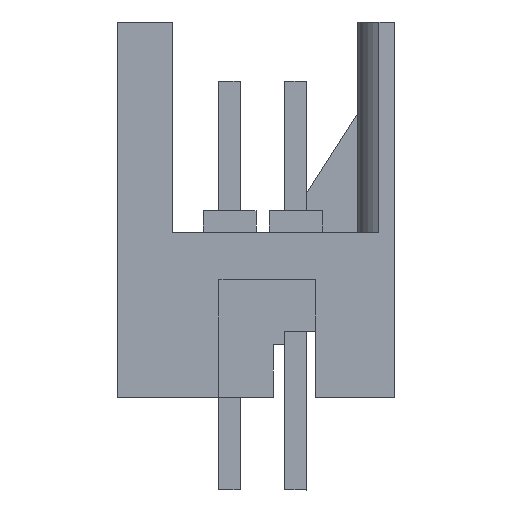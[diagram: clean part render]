
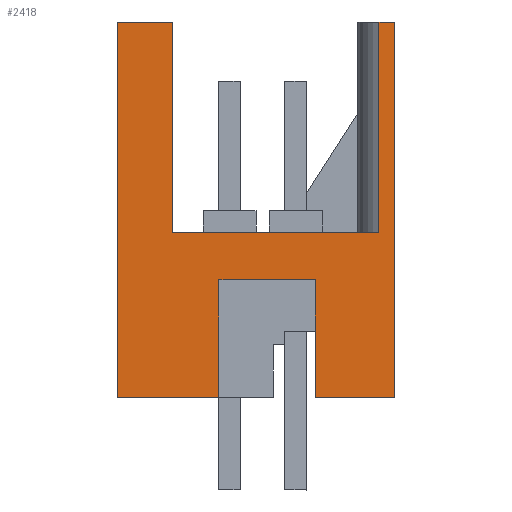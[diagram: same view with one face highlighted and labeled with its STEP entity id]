
A CAD part, left-side view. The second image highlights one B-rep face of the part: STEP entity #2418.
In plain terms, the highlighted planar face has unit normal (-1, 0, 0).
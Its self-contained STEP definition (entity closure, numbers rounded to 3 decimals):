
#2348=AXIS2_PLACEMENT_3D('Plane Axis2P3D',#2345,#2346,#2347) ;
#576=CARTESIAN_POINT('Vertex',(0.,6.65,3.5)) ;
#579=CARTESIAN_POINT('Line Origine',(0.,8.575,3.5)) ;
#583=CARTESIAN_POINT('Vertex',(0.,10.5,3.5)) ;
#1277=CARTESIAN_POINT('Vertex',(0.,3.,3.5)) ;
#1280=CARTESIAN_POINT('Line Origine',(0.,3.,5.725)) ;
#1284=CARTESIAN_POINT('Vertex',(0.,3.,7.95)) ;
#1301=CARTESIAN_POINT('Line Origine',(0.,4.825,7.95)) ;
#1305=CARTESIAN_POINT('Vertex',(0.,6.65,7.95)) ;
#1321=CARTESIAN_POINT('Line Origine',(0.,6.65,5.725)) ;
#2345=CARTESIAN_POINT('Axis2P3D Location',(0.,10.5,0.)) ;
#2350=CARTESIAN_POINT('Line Origine',(0.,1.5,3.5)) ;
#2354=CARTESIAN_POINT('Vertex',(0.,0.,3.5)) ;
#2357=CARTESIAN_POINT('Line Origine',(0.,0.,10.6)) ;
#2361=CARTESIAN_POINT('Vertex',(0.,0.,17.7)) ;
#2364=CARTESIAN_POINT('Line Origine',(0.,0.3,17.7)) ;
#2368=CARTESIAN_POINT('Vertex',(0.,0.6,17.7)) ;
#2371=CARTESIAN_POINT('Line Origine',(0.,0.6,13.725)) ;
#2375=CARTESIAN_POINT('Vertex',(0.,0.6,9.75)) ;
#2378=CARTESIAN_POINT('Line Origine',(0.,4.5,9.75)) ;
#2382=CARTESIAN_POINT('Vertex',(0.,8.4,9.75)) ;
#2385=CARTESIAN_POINT('Line Origine',(0.,8.4,13.725)) ;
#2389=CARTESIAN_POINT('Vertex',(0.,8.4,17.7)) ;
#2392=CARTESIAN_POINT('Line Origine',(0.,9.45,17.7)) ;
#2396=CARTESIAN_POINT('Vertex',(0.,10.5,17.7)) ;
#2399=CARTESIAN_POINT('Line Origine',(0.,10.5,10.6)) ;
#580=DIRECTION('Vector Direction',(0.,1.,0.)) ;
#1281=DIRECTION('Vector Direction',(0.,0.,1.)) ;
#1302=DIRECTION('Vector Direction',(0.,-1.,0.)) ;
#1322=DIRECTION('Vector Direction',(0.,0.,1.)) ;
#2346=DIRECTION('Axis2P3D Direction',(-1.,0.,0.)) ;
#2347=DIRECTION('Axis2P3D XDirection',(0.,-1.,0.)) ;
#2351=DIRECTION('Vector Direction',(0.,1.,0.)) ;
#2358=DIRECTION('Vector Direction',(0.,0.,-1.)) ;
#2365=DIRECTION('Vector Direction',(0.,1.,0.)) ;
#2372=DIRECTION('Vector Direction',(0.,0.,1.)) ;
#2379=DIRECTION('Vector Direction',(0.,-1.,0.)) ;
#2386=DIRECTION('Vector Direction',(0.,0.,1.)) ;
#2393=DIRECTION('Vector Direction',(0.,1.,0.)) ;
#2400=DIRECTION('Vector Direction',(0.,0.,-1.)) ;
#581=VECTOR('Line Direction',#580,1.) ;
#1282=VECTOR('Line Direction',#1281,1.) ;
#1303=VECTOR('Line Direction',#1302,1.) ;
#1323=VECTOR('Line Direction',#1322,1.) ;
#2352=VECTOR('Line Direction',#2351,1.) ;
#2359=VECTOR('Line Direction',#2358,1.) ;
#2366=VECTOR('Line Direction',#2365,1.) ;
#2373=VECTOR('Line Direction',#2372,1.) ;
#2380=VECTOR('Line Direction',#2379,1.) ;
#2387=VECTOR('Line Direction',#2386,1.) ;
#2394=VECTOR('Line Direction',#2393,1.) ;
#2401=VECTOR('Line Direction',#2400,1.) ;
#2405=ORIENTED_EDGE('',*,*,#1286,.T.) ;
#2406=ORIENTED_EDGE('',*,*,#2356,.T.) ;
#2407=ORIENTED_EDGE('',*,*,#2363,.T.) ;
#2408=ORIENTED_EDGE('',*,*,#2370,.T.) ;
#2409=ORIENTED_EDGE('',*,*,#2377,.T.) ;
#2410=ORIENTED_EDGE('',*,*,#2384,.T.) ;
#2411=ORIENTED_EDGE('',*,*,#2391,.T.) ;
#2412=ORIENTED_EDGE('',*,*,#2398,.T.) ;
#2413=ORIENTED_EDGE('',*,*,#2403,.T.) ;
#2414=ORIENTED_EDGE('',*,*,#585,.T.) ;
#2415=ORIENTED_EDGE('',*,*,#1325,.F.) ;
#2416=ORIENTED_EDGE('',*,*,#1307,.F.) ;
#2418=ADVANCED_FACE('HOUSING',(#2417),#2349,.T.) ;
#585=EDGE_CURVE('',#584,#577,#582,.F.) ;
#1286=EDGE_CURVE('',#1285,#1278,#1283,.F.) ;
#1307=EDGE_CURVE('',#1285,#1306,#1304,.F.) ;
#1325=EDGE_CURVE('',#1306,#577,#1324,.F.) ;
#2356=EDGE_CURVE('',#1278,#2355,#2353,.F.) ;
#2363=EDGE_CURVE('',#2355,#2362,#2360,.F.) ;
#2370=EDGE_CURVE('',#2362,#2369,#2367,.T.) ;
#2377=EDGE_CURVE('',#2369,#2376,#2374,.F.) ;
#2384=EDGE_CURVE('',#2376,#2383,#2381,.F.) ;
#2391=EDGE_CURVE('',#2383,#2390,#2388,.T.) ;
#2398=EDGE_CURVE('',#2390,#2397,#2395,.T.) ;
#2403=EDGE_CURVE('',#2397,#584,#2402,.T.) ;
#2404=EDGE_LOOP('',(#2405,#2406,#2407,#2408,#2409,#2410,#2411,#2412,#2413,#2414,#2415,#2416)) ;
#2417=FACE_OUTER_BOUND('',#2404,.T.) ;
#582=LINE('Line',#579,#581) ;
#1283=LINE('Line',#1280,#1282) ;
#1304=LINE('Line',#1301,#1303) ;
#1324=LINE('Line',#1321,#1323) ;
#2353=LINE('Line',#2350,#2352) ;
#2360=LINE('Line',#2357,#2359) ;
#2367=LINE('Line',#2364,#2366) ;
#2374=LINE('Line',#2371,#2373) ;
#2381=LINE('Line',#2378,#2380) ;
#2388=LINE('Line',#2385,#2387) ;
#2395=LINE('Line',#2392,#2394) ;
#2402=LINE('Line',#2399,#2401) ;
#2349=PLANE('',#2348) ;
#577=VERTEX_POINT('',#576) ;
#584=VERTEX_POINT('',#583) ;
#1278=VERTEX_POINT('',#1277) ;
#1285=VERTEX_POINT('',#1284) ;
#1306=VERTEX_POINT('',#1305) ;
#2355=VERTEX_POINT('',#2354) ;
#2362=VERTEX_POINT('',#2361) ;
#2369=VERTEX_POINT('',#2368) ;
#2376=VERTEX_POINT('',#2375) ;
#2383=VERTEX_POINT('',#2382) ;
#2390=VERTEX_POINT('',#2389) ;
#2397=VERTEX_POINT('',#2396) ;
